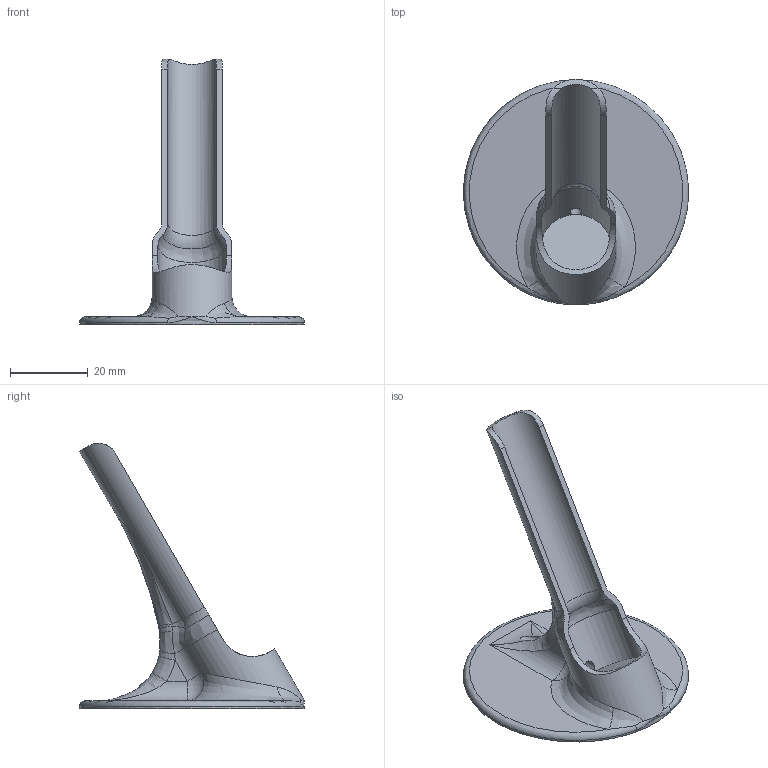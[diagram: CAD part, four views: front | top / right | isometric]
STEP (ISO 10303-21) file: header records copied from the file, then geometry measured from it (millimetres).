
FILE_DESCRIPTION( ( '' ), ' ' );
FILE_NAME( '5d1d40d7f9528816f14cacaa.step', '2019-07-03T23:57:11', ( '' ), ( '' ), ' ', ' ', ' ' );
FILE_SCHEMA( ( 'AUTOMOTIVE_DESIGN { 1 0 10303 214 1 1 1 1 }' ) );
Length unit declared in the file: metre
Products named in the file (1): Part 1
Bounding box: 57.75 x 57.76 x 68.08 mm (x, y, z)
Volume: 12069.1 mm3; surface area: 9900.2 mm2
Topology: 1 solids, 1 shells, 62 faces, 157 edges, 87 vertices
Faces by surface type: bspline 29, cylinder 17, plane 8, torus 6, sphere 2
Full cylindrical faces by diameter (mm): 3 x1, 17.5 x1, 57.756 x1
Entity records: 10666 total; most frequent: CARTESIAN_POINT 8929, ORIENTED_EDGE 286, DIRECTION 217, EDGE_CURVE 143, AXIS2_PLACEMENT_3D 96, VERTEX_POINT 84, FACE_OUTER_BOUND 65, EDGE_LOOP 65
